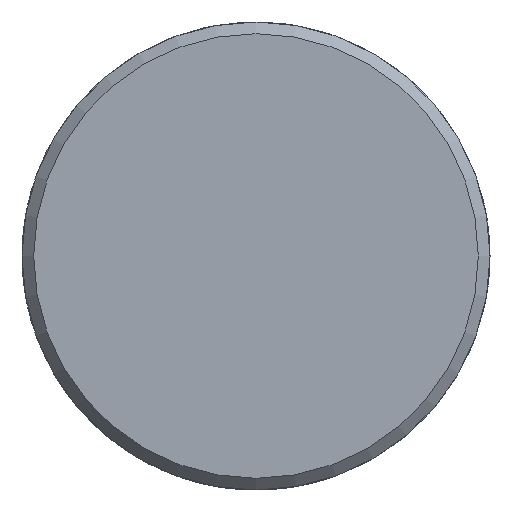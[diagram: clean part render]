
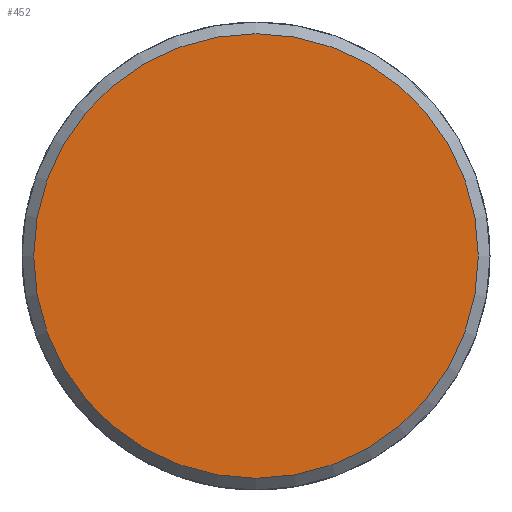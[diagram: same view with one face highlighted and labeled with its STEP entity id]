
A CAD part, left-side view. The second image highlights one B-rep face of the part: STEP entity #452.
In plain terms, the highlighted planar face has unit normal (-1, 0, 0).
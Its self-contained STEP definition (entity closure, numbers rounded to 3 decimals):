
#140=FACE_OUTER_BOUND('',#624,.T.);
#452=ADVANCED_FACE('',(#140),#490,.F.);
#490=PLANE('',#1605);
#624=EDGE_LOOP('',(#1038));
#1038=ORIENTED_EDGE('',*,*,#1391,.T.);
#1184=VERTEX_POINT('',#3094);
#1391=EDGE_CURVE('',#1184,#1184,#1453,.T.);
#1453=CIRCLE('',#1600,19.);
#1600=AXIS2_PLACEMENT_3D('',#3093,#1948,#1949);
#1605=AXIS2_PLACEMENT_3D('',#3100,#1958,#1959);
#1948=DIRECTION('',(-1.,0.,0.));
#1949=DIRECTION('',(0.,0.,-1.));
#1958=DIRECTION('',(1.,0.,0.));
#1959=DIRECTION('',(0.,0.,-1.));
#3093=CARTESIAN_POINT('',(0.,0.,0.));
#3094=CARTESIAN_POINT('',(0.,0.,-19.));
#3100=CARTESIAN_POINT('',(0.,0.,0.));
